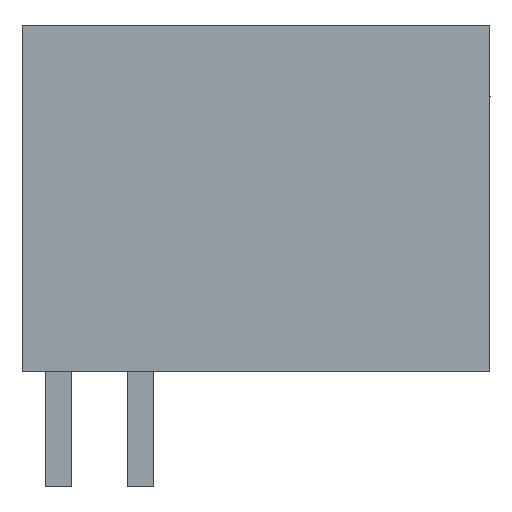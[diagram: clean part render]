
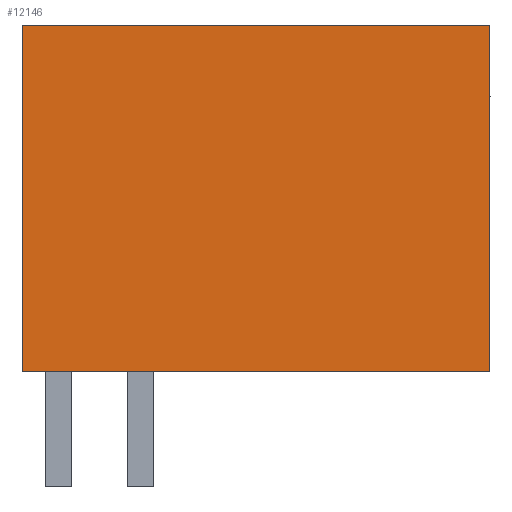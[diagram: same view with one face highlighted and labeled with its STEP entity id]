
A CAD part, left-side view. The second image highlights one B-rep face of the part: STEP entity #12146.
In plain terms, the highlighted planar face has unit normal (-1, 0, 0).
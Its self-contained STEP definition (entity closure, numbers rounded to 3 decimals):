
#12126=AXIS2_PLACEMENT_3D('Plane Axis2P3D',#12123,#12124,#12125) ;
#3326=CARTESIAN_POINT('Vertex',(0.,0.,14.)) ;
#3329=CARTESIAN_POINT('Line Origine',(0.,0.,8.75)) ;
#3333=CARTESIAN_POINT('Vertex',(0.,0.,3.5)) ;
#10692=CARTESIAN_POINT('Line Origine',(0.,7.1,14.)) ;
#10696=CARTESIAN_POINT('Vertex',(0.,14.2,14.)) ;
#12123=CARTESIAN_POINT('Axis2P3D Location',(0.,14.2,0.)) ;
#12128=CARTESIAN_POINT('Line Origine',(0.,7.1,3.5)) ;
#12132=CARTESIAN_POINT('Vertex',(0.,14.2,3.5)) ;
#12135=CARTESIAN_POINT('Line Origine',(0.,14.2,8.75)) ;
#3330=DIRECTION('Vector Direction',(0.,0.,-1.)) ;
#10693=DIRECTION('Vector Direction',(0.,-1.,0.)) ;
#12124=DIRECTION('Axis2P3D Direction',(-1.,0.,0.)) ;
#12125=DIRECTION('Axis2P3D XDirection',(0.,-1.,0.)) ;
#12129=DIRECTION('Vector Direction',(0.,-1.,0.)) ;
#12136=DIRECTION('Vector Direction',(0.,0.,-1.)) ;
#3331=VECTOR('Line Direction',#3330,1.) ;
#10694=VECTOR('Line Direction',#10693,1.) ;
#12130=VECTOR('Line Direction',#12129,1.) ;
#12137=VECTOR('Line Direction',#12136,1.) ;
#12141=ORIENTED_EDGE('',*,*,#12134,.T.) ;
#12142=ORIENTED_EDGE('',*,*,#3335,.T.) ;
#12143=ORIENTED_EDGE('',*,*,#10698,.T.) ;
#12144=ORIENTED_EDGE('',*,*,#12139,.T.) ;
#12146=ADVANCED_FACE('HOUSING',(#12145),#12127,.T.) ;
#3335=EDGE_CURVE('',#3334,#3327,#3332,.F.) ;
#10698=EDGE_CURVE('',#3327,#10697,#10695,.F.) ;
#12134=EDGE_CURVE('',#12133,#3334,#12131,.T.) ;
#12139=EDGE_CURVE('',#10697,#12133,#12138,.T.) ;
#12140=EDGE_LOOP('',(#12141,#12142,#12143,#12144)) ;
#12145=FACE_OUTER_BOUND('',#12140,.T.) ;
#3332=LINE('Line',#3329,#3331) ;
#10695=LINE('Line',#10692,#10694) ;
#12131=LINE('Line',#12128,#12130) ;
#12138=LINE('Line',#12135,#12137) ;
#12127=PLANE('',#12126) ;
#3327=VERTEX_POINT('',#3326) ;
#3334=VERTEX_POINT('',#3333) ;
#10697=VERTEX_POINT('',#10696) ;
#12133=VERTEX_POINT('',#12132) ;
